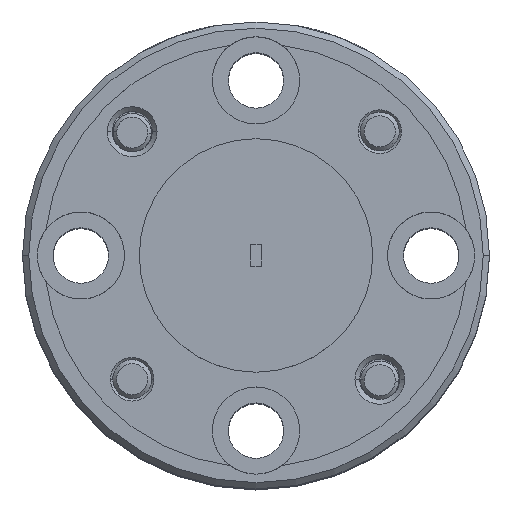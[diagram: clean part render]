
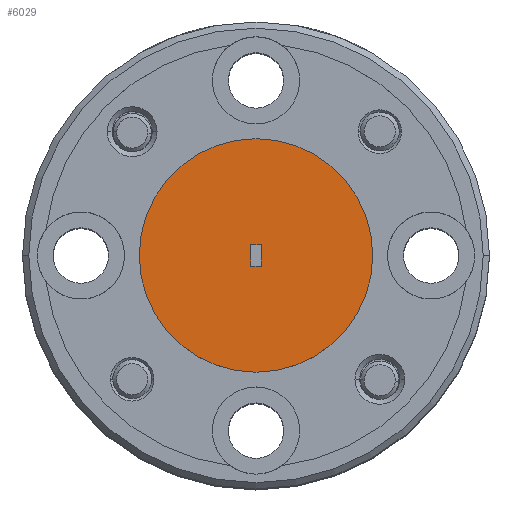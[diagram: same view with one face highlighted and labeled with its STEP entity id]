
A CAD part, top view. The second image highlights one B-rep face of the part: STEP entity #6029.
In plain terms, the highlighted planar face has unit normal (0, 0, 1).
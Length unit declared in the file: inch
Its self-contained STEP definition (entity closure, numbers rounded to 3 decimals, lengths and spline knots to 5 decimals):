
#236 = CARTESIAN_POINT ( 'NONE',  ( 0.0085, -0.017, 0. ) ) ;
#303 = VERTEX_POINT ( 'NONE', #2128 ) ;
#789 = DIRECTION ( 'NONE',  ( 1., 0., 0. ) ) ;
#798 = VERTEX_POINT ( 'NONE', #6561 ) ;
#850 = DIRECTION ( 'NONE',  ( 1., 0., 0. ) ) ;
#1088 = CIRCLE ( 'NONE', #7186, 0.1875 ) ;
#1180 = EDGE_LOOP ( 'NONE', ( #2656, #10791, #3144, #8338 ) ) ;
#1405 = CARTESIAN_POINT ( 'NONE',  ( 0.1875, 0., 0. ) ) ;
#1738 = VECTOR ( 'NONE', #9110, 39.37008 ) ;
#1977 = VECTOR ( 'NONE', #8299, 39.37008 ) ;
#2128 = CARTESIAN_POINT ( 'NONE',  ( -0.0085, -0.017, 0. ) ) ;
#2161 = DIRECTION ( 'NONE',  ( 0., 0., 1. ) ) ;
#2258 = VECTOR ( 'NONE', #8547, 39.37008 ) ;
#2264 = CARTESIAN_POINT ( 'NONE',  ( 0., 0., 0. ) ) ;
#2281 = AXIS2_PLACEMENT_3D ( 'NONE', #2264, #2161, #3028 ) ;
#2469 = EDGE_CURVE ( 'NONE', #10698, #7925, #9272, .T. ) ;
#2494 = AXIS2_PLACEMENT_3D ( 'NONE', #9191, #8155, #850 ) ;
#2656 = ORIENTED_EDGE ( 'NONE', *, *, #6565, .T. ) ;
#2917 = EDGE_CURVE ( 'NONE', #7925, #10698, #1088, .T. ) ;
#3028 = DIRECTION ( 'NONE',  ( 1., 0., 0. ) ) ;
#3124 = FACE_BOUND ( 'NONE', #1180, .T. ) ;
#3144 = ORIENTED_EDGE ( 'NONE', *, *, #8215, .F. ) ;
#3173 = DIRECTION ( 'NONE',  ( 0., 0., 1. ) ) ;
#3368 = LINE ( 'NONE', #5184, #2258 ) ;
#3668 = EDGE_LOOP ( 'NONE', ( #4983, #8867 ) ) ;
#4983 = ORIENTED_EDGE ( 'NONE', *, *, #2917, .T. ) ;
#4997 = PLANE ( 'NONE',  #2494 ) ;
#5025 = CARTESIAN_POINT ( 'NONE',  ( 0.0085, 0.017, 0. ) ) ;
#5184 = CARTESIAN_POINT ( 'NONE',  ( -0.0085, 0.017, 0. ) ) ;
#5700 = CARTESIAN_POINT ( 'NONE',  ( 0., 0., 0. ) ) ;
#5811 = EDGE_CURVE ( 'NONE', #9370, #798, #9163, .T. ) ;
#6029 = ADVANCED_FACE ( 'NONE', ( #3124, #10612 ), #4997, .T. ) ;
#6063 = VECTOR ( 'NONE', #9235, 39.37008 ) ;
#6561 = CARTESIAN_POINT ( 'NONE',  ( 0.0085, 0.017, 0. ) ) ;
#6565 = EDGE_CURVE ( 'NONE', #9370, #303, #6631, .T. ) ;
#6631 = LINE ( 'NONE', #9940, #1977 ) ;
#6750 = LINE ( 'NONE', #10058, #6063 ) ;
#7186 = AXIS2_PLACEMENT_3D ( 'NONE', #5700, #3173, #789 ) ;
#7925 = VERTEX_POINT ( 'NONE', #1405 ) ;
#8155 = DIRECTION ( 'NONE',  ( 0., 0., 1. ) ) ;
#8215 = EDGE_CURVE ( 'NONE', #798, #8931, #3368, .T. ) ;
#8260 = CARTESIAN_POINT ( 'NONE',  ( -0.0085, 0.017, 0. ) ) ;
#8299 = DIRECTION ( 'NONE',  ( -1., 0., 0. ) ) ;
#8338 = ORIENTED_EDGE ( 'NONE', *, *, #5811, .F. ) ;
#8547 = DIRECTION ( 'NONE',  ( -1., 0., 0. ) ) ;
#8867 = ORIENTED_EDGE ( 'NONE', *, *, #2469, .T. ) ;
#8931 = VERTEX_POINT ( 'NONE', #8260 ) ;
#8953 = EDGE_CURVE ( 'NONE', #8931, #303, #6750, .T. ) ;
#9110 = DIRECTION ( 'NONE',  ( 0., 1., 0. ) ) ;
#9163 = LINE ( 'NONE', #5025, #1738 ) ;
#9191 = CARTESIAN_POINT ( 'NONE',  ( 0., 0., 0. ) ) ;
#9235 = DIRECTION ( 'NONE',  ( 0., -1., 0. ) ) ;
#9272 = CIRCLE ( 'NONE', #2281, 0.1875 ) ;
#9370 = VERTEX_POINT ( 'NONE', #236 ) ;
#9691 = CARTESIAN_POINT ( 'NONE',  ( -0.1875, 0., 0. ) ) ;
#9940 = CARTESIAN_POINT ( 'NONE',  ( -0.0085, -0.017, 0. ) ) ;
#10058 = CARTESIAN_POINT ( 'NONE',  ( -0.0085, 0.017, 0. ) ) ;
#10612 = FACE_OUTER_BOUND ( 'NONE', #3668, .T. ) ;
#10698 = VERTEX_POINT ( 'NONE', #9691 ) ;
#10791 = ORIENTED_EDGE ( 'NONE', *, *, #8953, .F. ) ;
